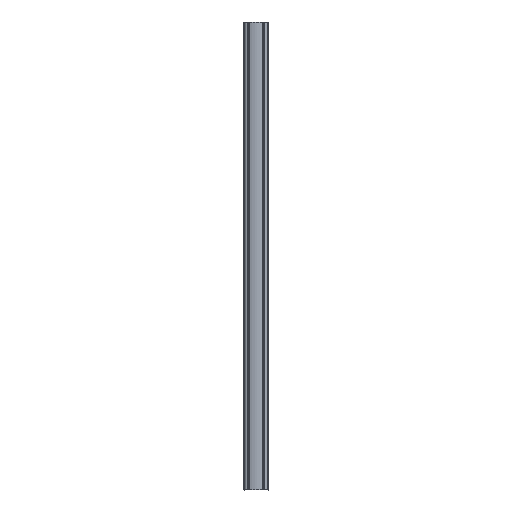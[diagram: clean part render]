
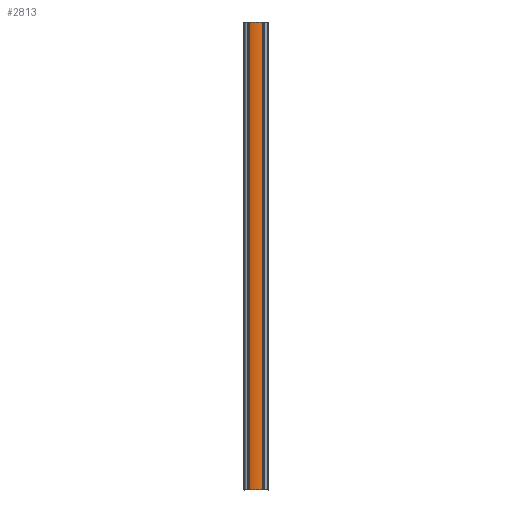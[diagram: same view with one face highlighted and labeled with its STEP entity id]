
A CAD part, front view. The second image highlights one B-rep face of the part: STEP entity #2813.
In plain terms, the highlighted cylindrical face has radius 42.5 mm (diameter 85 mm), a partial arc.
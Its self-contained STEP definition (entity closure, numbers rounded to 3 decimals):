
#139 = ORIENTED_EDGE ( 'NONE', *, *, #226, .T. ) ;
#226 = EDGE_CURVE ( 'NONE', #1308, #3247, #1299, .T. ) ;
#295 = DIRECTION ( 'NONE',  ( 0., 0., 1. ) ) ;
#303 = DIRECTION ( 'NONE',  ( 0., 0., -1. ) ) ;
#430 = DIRECTION ( 'NONE',  ( -1., 0., 0. ) ) ;
#469 = DIRECTION ( 'NONE',  ( 0., 0., 1. ) ) ;
#479 = CARTESIAN_POINT ( 'NONE',  ( 0., 0., 500. ) ) ;
#498 = VECTOR ( 'NONE', #2192, 1000. ) ;
#501 = ORIENTED_EDGE ( 'NONE', *, *, #1593, .T. ) ;
#662 = CARTESIAN_POINT ( 'NONE',  ( 14.679, -39.885, 500. ) ) ;
#776 = DIRECTION ( 'NONE',  ( 0., 0., -1. ) ) ;
#895 = CARTESIAN_POINT ( 'NONE',  ( -14.679, -39.885, 1000. ) ) ;
#911 = EDGE_CURVE ( 'NONE', #2494, #3247, #3516, .T. ) ;
#992 = VERTEX_POINT ( 'NONE', #1200 ) ;
#1169 = DIRECTION ( 'NONE',  ( 1., 0., 0. ) ) ;
#1200 = CARTESIAN_POINT ( 'NONE',  ( -14.679, -39.885, 0. ) ) ;
#1299 = LINE ( 'NONE', #662, #498 ) ;
#1308 = VERTEX_POINT ( 'NONE', #3769 ) ;
#1593 = EDGE_CURVE ( 'NONE', #2494, #992, #2489, .T. ) ;
#1633 = FACE_OUTER_BOUND ( 'NONE', #3655, .T. ) ;
#1941 = DIRECTION ( 'NONE',  ( -1., 0., 0. ) ) ;
#2085 = CARTESIAN_POINT ( 'NONE',  ( 14.679, -39.885, 1000. ) ) ;
#2192 = DIRECTION ( 'NONE',  ( 0., 0., 1. ) ) ;
#2388 = CYLINDRICAL_SURFACE ( 'NONE', #3039, 42.5 ) ;
#2489 = LINE ( 'NONE', #2684, #3438 ) ;
#2494 = VERTEX_POINT ( 'NONE', #895 ) ;
#2684 = CARTESIAN_POINT ( 'NONE',  ( -14.679, -39.885, 500. ) ) ;
#2717 = CIRCLE ( 'NONE', #3666, 42.5 ) ;
#2752 = EDGE_CURVE ( 'NONE', #992, #1308, #2717, .T. ) ;
#2797 = ORIENTED_EDGE ( 'NONE', *, *, #2752, .T. ) ;
#2813 = ADVANCED_FACE ( 'NONE', ( #1633 ), #2388, .T. ) ;
#3039 = AXIS2_PLACEMENT_3D ( 'NONE', #479, #776, #430 ) ;
#3159 = ORIENTED_EDGE ( 'NONE', *, *, #911, .F. ) ;
#3247 = VERTEX_POINT ( 'NONE', #2085 ) ;
#3253 = CARTESIAN_POINT ( 'NONE',  ( 0., 0., 1000. ) ) ;
#3438 = VECTOR ( 'NONE', #303, 1000. ) ;
#3452 = CARTESIAN_POINT ( 'NONE',  ( 0., 0., 0. ) ) ;
#3516 = CIRCLE ( 'NONE', #3679, 42.5 ) ;
#3655 = EDGE_LOOP ( 'NONE', ( #139, #3159, #501, #2797 ) ) ;
#3666 = AXIS2_PLACEMENT_3D ( 'NONE', #3452, #469, #1941 ) ;
#3679 = AXIS2_PLACEMENT_3D ( 'NONE', #3253, #295, #1169 ) ;
#3769 = CARTESIAN_POINT ( 'NONE',  ( 14.679, -39.885, 0. ) ) ;
